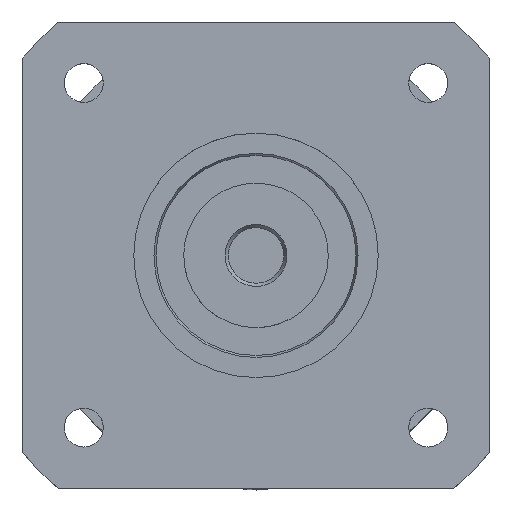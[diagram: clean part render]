
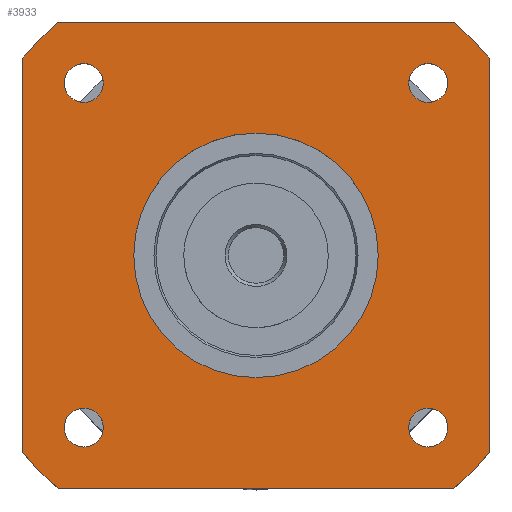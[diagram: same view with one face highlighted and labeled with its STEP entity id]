
A CAD part, top view. The second image highlights one B-rep face of the part: STEP entity #3933.
In plain terms, the highlighted planar face has unit normal (0, 0, 1).
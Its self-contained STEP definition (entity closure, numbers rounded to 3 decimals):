
#427=LINE('',#7610,#641);
#430=LINE('',#7616,#644);
#433=LINE('',#7622,#647);
#435=LINE('',#7627,#649);
#641=VECTOR('',#5466,10.);
#644=VECTOR('',#5471,10.);
#647=VECTOR('',#5476,10.);
#649=VECTOR('',#5480,10.);
#903=FACE_BOUND('',#1370,.T.);
#904=FACE_BOUND('',#1371,.T.);
#905=FACE_BOUND('',#1372,.T.);
#906=FACE_BOUND('',#1373,.T.);
#907=FACE_BOUND('',#1374,.T.);
#1123=FACE_OUTER_BOUND('',#1369,.T.);
#1369=EDGE_LOOP('',(#3626,#3627,#3628,#3629,#3630,#3631,#3632,#3633));
#1370=EDGE_LOOP('',(#3634));
#1371=EDGE_LOOP('',(#3635));
#1372=EDGE_LOOP('',(#3636));
#1373=EDGE_LOOP('',(#3637));
#1374=EDGE_LOOP('',(#3638));
#1594=CIRCLE('',#4372,1.75);
#1596=CIRCLE('',#4376,1.75);
#1598=CIRCLE('',#4380,1.75);
#1600=CIRCLE('',#4384,1.75);
#1601=CIRCLE('',#4390,27.5);
#1602=CIRCLE('',#4392,27.5);
#1603=CIRCLE('',#4394,27.5);
#1604=CIRCLE('',#4396,27.5);
#1605=CIRCLE('',#4398,11.);
#1960=VERTEX_POINT('',#7578);
#1962=VERTEX_POINT('',#7586);
#1964=VERTEX_POINT('',#7594);
#1966=VERTEX_POINT('',#7602);
#1967=VERTEX_POINT('',#7606);
#1968=VERTEX_POINT('',#7608);
#1969=VERTEX_POINT('',#7612);
#1970=VERTEX_POINT('',#7614);
#1971=VERTEX_POINT('',#7618);
#1972=VERTEX_POINT('',#7620);
#1973=VERTEX_POINT('',#7624);
#1974=VERTEX_POINT('',#7626);
#1975=VERTEX_POINT('',#7638);
#2503=EDGE_CURVE('',#1960,#1960,#1594,.T.);
#2507=EDGE_CURVE('',#1962,#1962,#1596,.T.);
#2511=EDGE_CURVE('',#1964,#1964,#1598,.T.);
#2515=EDGE_CURVE('',#1966,#1966,#1600,.T.);
#2518=EDGE_CURVE('',#1968,#1967,#427,.T.);
#2521=EDGE_CURVE('',#1970,#1969,#430,.T.);
#2524=EDGE_CURVE('',#1972,#1971,#433,.T.);
#2526=EDGE_CURVE('',#1973,#1974,#435,.T.);
#2528=EDGE_CURVE('',#1974,#1972,#1601,.T.);
#2529=EDGE_CURVE('',#1971,#1970,#1602,.T.);
#2530=EDGE_CURVE('',#1969,#1968,#1603,.T.);
#2531=EDGE_CURVE('',#1967,#1973,#1604,.T.);
#2532=EDGE_CURVE('',#1975,#1975,#1605,.T.);
#3626=ORIENTED_EDGE('',*,*,#2518,.F.);
#3627=ORIENTED_EDGE('',*,*,#2530,.F.);
#3628=ORIENTED_EDGE('',*,*,#2521,.F.);
#3629=ORIENTED_EDGE('',*,*,#2529,.F.);
#3630=ORIENTED_EDGE('',*,*,#2524,.F.);
#3631=ORIENTED_EDGE('',*,*,#2528,.F.);
#3632=ORIENTED_EDGE('',*,*,#2526,.F.);
#3633=ORIENTED_EDGE('',*,*,#2531,.F.);
#3634=ORIENTED_EDGE('',*,*,#2503,.T.);
#3635=ORIENTED_EDGE('',*,*,#2507,.T.);
#3636=ORIENTED_EDGE('',*,*,#2511,.T.);
#3637=ORIENTED_EDGE('',*,*,#2515,.T.);
#3638=ORIENTED_EDGE('',*,*,#2532,.T.);
#3718=PLANE('',#4397);
#3933=ADVANCED_FACE('',(#1123,#903,#904,#905,#906,#907),#3718,.T.);
#4372=AXIS2_PLACEMENT_3D('',#7580,#5430,#5431);
#4376=AXIS2_PLACEMENT_3D('',#7588,#5440,#5441);
#4380=AXIS2_PLACEMENT_3D('',#7596,#5450,#5451);
#4384=AXIS2_PLACEMENT_3D('',#7604,#5460,#5461);
#4390=AXIS2_PLACEMENT_3D('',#7630,#5484,#5485);
#4392=AXIS2_PLACEMENT_3D('',#7632,#5488,#5489);
#4394=AXIS2_PLACEMENT_3D('',#7634,#5492,#5493);
#4396=AXIS2_PLACEMENT_3D('',#7636,#5496,#5497);
#4397=AXIS2_PLACEMENT_3D('',#7637,#5498,#5499);
#4398=AXIS2_PLACEMENT_3D('',#7639,#5500,#5501);
#5430=DIRECTION('center_axis',(0.,0.,
-1.));
#5431=DIRECTION('ref_axis',(1.,0.,0.));
#5440=DIRECTION('center_axis',(0.,0.,
-1.));
#5441=DIRECTION('ref_axis',(1.,0.,0.));
#5450=DIRECTION('center_axis',(0.,0.,
-1.));
#5451=DIRECTION('ref_axis',(1.,0.,0.));
#5460=DIRECTION('center_axis',(0.,0.,
-1.));
#5461=DIRECTION('ref_axis',(1.,0.,0.));
#5466=DIRECTION('',(0.,1.,0.));
#5471=DIRECTION('',(-1.,0.,0.));
#5476=DIRECTION('',(0.,-1.,0.));
#5480=DIRECTION('',(1.,0.,0.));
#5484=DIRECTION('center_axis',(0.,0.,
-1.));
#5485=DIRECTION('ref_axis',(1.,0.,0.));
#5488=DIRECTION('center_axis',(0.,0.,
-1.));
#5489=DIRECTION('ref_axis',(1.,0.,0.));
#5492=DIRECTION('center_axis',(0.,0.,
-1.));
#5493=DIRECTION('ref_axis',(1.,0.,0.));
#5496=DIRECTION('center_axis',(0.,0.,
-1.));
#5497=DIRECTION('ref_axis',(1.,0.,0.));
#5498=DIRECTION('center_axis',(0.,0.,
1.));
#5499=DIRECTION('ref_axis',(-1.,0.,0.));
#5500=DIRECTION('center_axis',(0.,0.,
-1.));
#5501=DIRECTION('ref_axis',(1.,0.,0.));
#7578=CARTESIAN_POINT('',(-17.25,15.5,65.2));
#7580=CARTESIAN_POINT('Origin',(-15.5,15.5,65.2));
#7586=CARTESIAN_POINT('',(13.75,-15.5,65.2));
#7588=CARTESIAN_POINT('Origin',(15.5,-15.5,65.2));
#7594=CARTESIAN_POINT('',(13.75,15.5,65.2));
#7596=CARTESIAN_POINT('Origin',(15.5,15.5,65.2));
#7602=CARTESIAN_POINT('',(-17.25,-15.5,65.2));
#7604=CARTESIAN_POINT('Origin',(-15.5,-15.5,65.2));
#7606=CARTESIAN_POINT('',(-21.,17.755,65.2));
#7608=CARTESIAN_POINT('',(-21.,-17.755,65.2));
#7610=CARTESIAN_POINT('',(-21.,-10.5,65.2));
#7612=CARTESIAN_POINT('',(-17.755,-21.,65.2));
#7614=CARTESIAN_POINT('',(17.755,-21.,65.2));
#7616=CARTESIAN_POINT('',(24.25,-21.,65.2));
#7618=CARTESIAN_POINT('',(21.,-17.755,65.2));
#7620=CARTESIAN_POINT('',(21.,17.755,65.2));
#7622=CARTESIAN_POINT('',(21.,10.5,65.2));
#7624=CARTESIAN_POINT('',(-17.755,21.,65.2));
#7626=CARTESIAN_POINT('',(17.755,21.,65.2));
#7627=CARTESIAN_POINT('',(3.25,21.,65.2));
#7630=CARTESIAN_POINT('Origin',(0.,0.,
65.2));
#7632=CARTESIAN_POINT('Origin',(0.,0.,
65.2));
#7634=CARTESIAN_POINT('Origin',(0.,0.,
65.2));
#7636=CARTESIAN_POINT('Origin',(0.,0.,
65.2));
#7637=CARTESIAN_POINT('Origin',(27.5,0.,65.2));
#7638=CARTESIAN_POINT('',(-11.,0.,65.2));
#7639=CARTESIAN_POINT('Origin',(0.,0.,
65.2));
